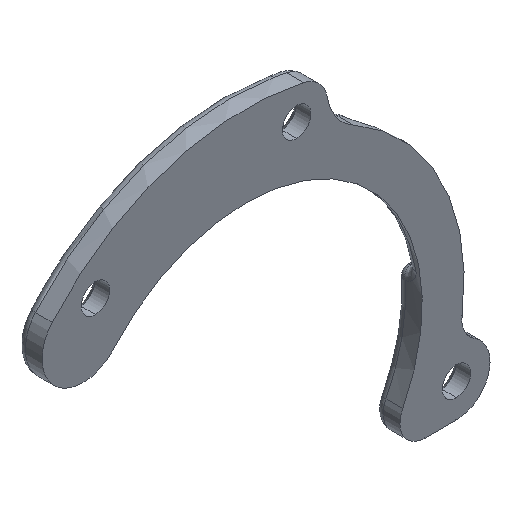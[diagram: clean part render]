
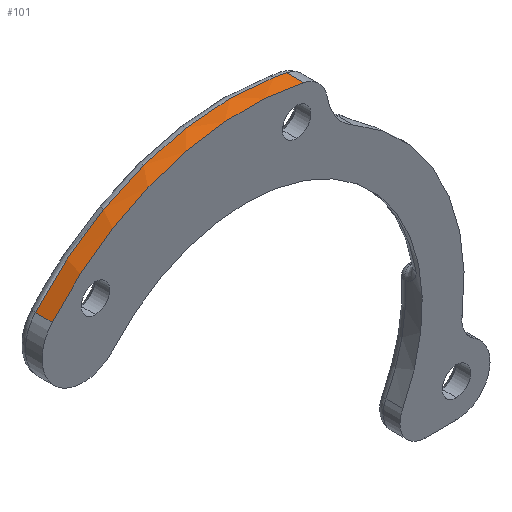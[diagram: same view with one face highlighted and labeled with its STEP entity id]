
A CAD part, isometric view. The second image highlights one B-rep face of the part: STEP entity #101.
In plain terms, the highlighted cylindrical face has radius 30.75 mm (diameter 61.5 mm), a partial arc.
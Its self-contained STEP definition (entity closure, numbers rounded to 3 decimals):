
#8 = CARTESIAN_POINT ( 'NONE',  ( 6.581, 2.063, 30.039 ) ) ;
#24 = EDGE_CURVE ( 'NONE', #1412, #2012, #45, .T. ) ;
#42 = FACE_OUTER_BOUND ( 'NONE', #888, .T. ) ;
#44 = EDGE_CURVE ( 'NONE', #2012, #231, #1426, .T. ) ;
#45 = LINE ( 'NONE', #688, #1738 ) ;
#69 = DIRECTION ( 'NONE',  ( 0., -1., 0. ) ) ;
#101 = ADVANCED_FACE ( 'NONE', ( #42 ), #665, .T. ) ;
#132 = CARTESIAN_POINT ( 'NONE',  ( 6.833, 0., 29.981 ) ) ;
#179 = CARTESIAN_POINT ( 'NONE',  ( 6.328, 2.05, 30.093 ) ) ;
#199 = ORIENTED_EDGE ( 'NONE', *, *, #24, .T. ) ;
#231 = VERTEX_POINT ( 'NONE', #132 ) ;
#271 = ORIENTED_EDGE ( 'NONE', *, *, #1803, .F. ) ;
#320 = ORIENTED_EDGE ( 'NONE', *, *, #1561, .T. ) ;
#342 = CARTESIAN_POINT ( 'NONE',  ( 5.821, 2.018, 30.195 ) ) ;
#455 = CARTESIAN_POINT ( 'NONE',  ( 6.833, 3., 29.981 ) ) ;
#521 = VERTEX_POINT ( 'NONE', #928 ) ;
#551 = DIRECTION ( 'NONE',  ( 0., -1., 0. ) ) ;
#589 = CIRCLE ( 'NONE', #1298, 30.75 ) ;
#645 = LINE ( 'NONE', #455, #1737 ) ;
#662 = CARTESIAN_POINT ( 'NONE',  ( 5.567, 2., 30.243 ) ) ;
#665 = CYLINDRICAL_SURFACE ( 'NONE', #1075, 30.75 ) ;
#688 = CARTESIAN_POINT ( 'NONE',  ( -23.174, 3., 20.212 ) ) ;
#721 = EDGE_CURVE ( 'NONE', #521, #1024, #1471, .T. ) ;
#805 = DIRECTION ( 'NONE',  ( 0., 0., -1. ) ) ;
#888 = EDGE_LOOP ( 'NONE', ( #271, #1181, #320, #199, #1365 ) ) ;
#928 = CARTESIAN_POINT ( 'NONE',  ( 6.833, 2.063, 29.981 ) ) ;
#949 = CARTESIAN_POINT ( 'NONE',  ( 6.833, 2.063, 29.981 ) ) ;
#1024 = VERTEX_POINT ( 'NONE', #1436 ) ;
#1056 = DIRECTION ( 'NONE',  ( 0., 1., 0. ) ) ;
#1075 = AXIS2_PLACEMENT_3D ( 'NONE', #1888, #1435, #805 ) ;
#1181 = ORIENTED_EDGE ( 'NONE', *, *, #721, .T. ) ;
#1278 = CARTESIAN_POINT ( 'NONE',  ( 5.311, 2., 30.288 ) ) ;
#1298 = AXIS2_PLACEMENT_3D ( 'NONE', #1321, #551, #1835 ) ;
#1321 = CARTESIAN_POINT ( 'NONE',  ( 0., 2., 0. ) ) ;
#1365 = ORIENTED_EDGE ( 'NONE', *, *, #44, .T. ) ;
#1367 = DIRECTION ( 'NONE',  ( 0., 0., 1. ) ) ;
#1393 = DIRECTION ( 'NONE',  ( 0., -1., 0. ) ) ;
#1412 = VERTEX_POINT ( 'NONE', #1884 ) ;
#1426 = CIRCLE ( 'NONE', #1706, 30.75 ) ;
#1435 = DIRECTION ( 'NONE',  ( 0., -1., 0. ) ) ;
#1436 = CARTESIAN_POINT ( 'NONE',  ( 5.311, 2., 30.288 ) ) ;
#1471 = B_SPLINE_CURVE_WITH_KNOTS ( 'NONE', 3,
 ( #949, #8, #179, #342, #662, #1278 ),
 .UNSPECIFIED., .F., .F.,
 ( 4, 2, 4 ),
 ( 0., 0.001, 0.002 ),
 .UNSPECIFIED. ) ;
#1561 = EDGE_CURVE ( 'NONE', #1024, #1412, #589, .T. ) ;
#1706 = AXIS2_PLACEMENT_3D ( 'NONE', #1789, #1056, #1367 ) ;
#1737 = VECTOR ( 'NONE', #1393, 1000. ) ;
#1738 = VECTOR ( 'NONE', #69, 1000. ) ;
#1789 = CARTESIAN_POINT ( 'NONE',  ( 0., 0., 0. ) ) ;
#1803 = EDGE_CURVE ( 'NONE', #521, #231, #645, .T. ) ;
#1835 = DIRECTION ( 'NONE',  ( 0., 0., -1. ) ) ;
#1847 = CARTESIAN_POINT ( 'NONE',  ( -23.174, 0., 20.212 ) ) ;
#1884 = CARTESIAN_POINT ( 'NONE',  ( -23.174, 2., 20.212 ) ) ;
#1888 = CARTESIAN_POINT ( 'NONE',  ( 0., 3., 0. ) ) ;
#2012 = VERTEX_POINT ( 'NONE', #1847 ) ;
